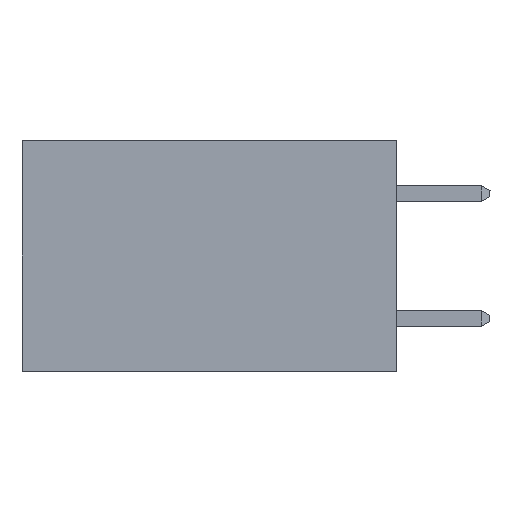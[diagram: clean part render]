
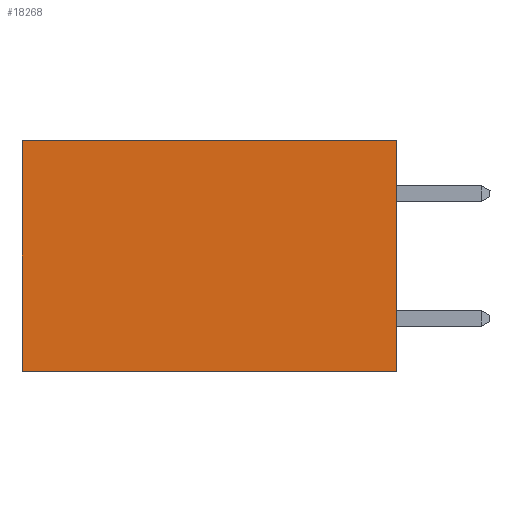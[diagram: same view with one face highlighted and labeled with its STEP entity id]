
A CAD part, left-side view. The second image highlights one B-rep face of the part: STEP entity #18268.
In plain terms, the highlighted planar face has unit normal (-1, 0, 0).
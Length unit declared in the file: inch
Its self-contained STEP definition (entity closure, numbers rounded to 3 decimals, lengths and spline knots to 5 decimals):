
#631 = ORIENTED_EDGE ( 'NONE', *, *, #12314, .F. ) ;
#1325 = VECTOR ( 'NONE', #14243, 39.37008 ) ;
#2852 = CARTESIAN_POINT ( 'NONE',  ( 0.298, 0., 0. ) ) ;
#3227 = CARTESIAN_POINT ( 'NONE',  ( 0.298, 0., 0. ) ) ;
#3755 = ORIENTED_EDGE ( 'NONE', *, *, #5298, .F. ) ;
#3886 = AXIS2_PLACEMENT_3D ( 'NONE', #3227, #19139, #18996 ) ;
#4816 = EDGE_LOOP ( 'NONE', ( #13508, #3755, #631, #18467 ) ) ;
#5200 = CARTESIAN_POINT ( 'NONE',  ( 0.298, 0.6, 0. ) ) ;
#5298 = EDGE_CURVE ( 'NONE', #12615, #8743, #6910, .T. ) ;
#5357 = CARTESIAN_POINT ( 'NONE',  ( 0.298, 0., 0. ) ) ;
#5510 = VERTEX_POINT ( 'NONE', #5200 ) ;
#6005 = VECTOR ( 'NONE', #13597, 39.37008 ) ;
#6910 = LINE ( 'NONE', #16143, #19216 ) ;
#8743 = VERTEX_POINT ( 'NONE', #11169 ) ;
#9328 = EDGE_CURVE ( 'NONE', #15510, #5510, #19806, .T. ) ;
#10079 = VECTOR ( 'NONE', #13811, 39.37008 ) ;
#11169 = CARTESIAN_POINT ( 'NONE',  ( 0.298, 0.6, -0.37 ) ) ;
#12314 = EDGE_CURVE ( 'NONE', #15510, #12615, #13798, .T. ) ;
#12615 = VERTEX_POINT ( 'NONE', #17860 ) ;
#13508 = ORIENTED_EDGE ( 'NONE', *, *, #17463, .T. ) ;
#13597 = DIRECTION ( 'NONE',  ( 0., 1., 0. ) ) ;
#13798 = LINE ( 'NONE', #2852, #1325 ) ;
#13811 = DIRECTION ( 'NONE',  ( 0., 0., -1. ) ) ;
#14243 = DIRECTION ( 'NONE',  ( 0., 0., -1. ) ) ;
#15510 = VERTEX_POINT ( 'NONE', #5357 ) ;
#15966 = PLANE ( 'NONE',  #3886 ) ;
#16143 = CARTESIAN_POINT ( 'NONE',  ( 0.298, 0., -0.37 ) ) ;
#16754 = CARTESIAN_POINT ( 'NONE',  ( 0.298, 0., 0. ) ) ;
#17310 = FACE_OUTER_BOUND ( 'NONE', #4816, .T. ) ;
#17463 = EDGE_CURVE ( 'NONE', #5510, #8743, #19122, .T. ) ;
#17860 = CARTESIAN_POINT ( 'NONE',  ( 0.298, 0., -0.37 ) ) ;
#18268 = ADVANCED_FACE ( 'NONE', ( #17310 ), #15966, .F. ) ;
#18467 = ORIENTED_EDGE ( 'NONE', *, *, #9328, .T. ) ;
#18996 = DIRECTION ( 'NONE',  ( 0., 0., -1. ) ) ;
#19122 = LINE ( 'NONE', #20331, #10079 ) ;
#19139 = DIRECTION ( 'NONE',  ( 1., 0., 0. ) ) ;
#19216 = VECTOR ( 'NONE', #20690, 39.37008 ) ;
#19806 = LINE ( 'NONE', #16754, #6005 ) ;
#20331 = CARTESIAN_POINT ( 'NONE',  ( 0.298, 0.6, 0. ) ) ;
#20690 = DIRECTION ( 'NONE',  ( 0., 1., 0. ) ) ;
